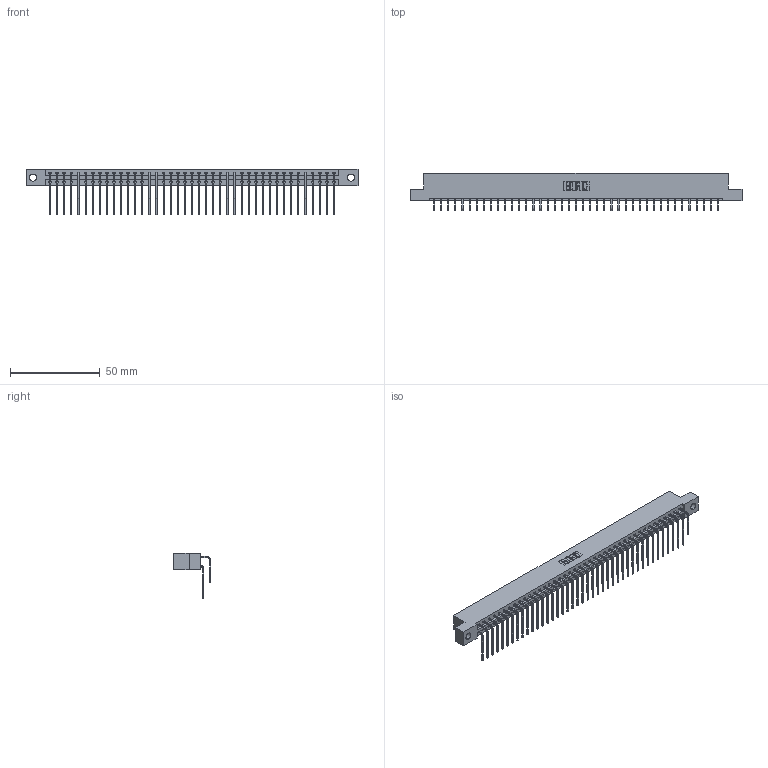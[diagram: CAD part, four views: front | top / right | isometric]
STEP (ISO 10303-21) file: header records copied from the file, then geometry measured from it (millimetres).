
FILE_DESCRIPTION (( 'STEP AP203' ), '1' );
FILE_NAME ('337-082-559-204.STEP', '2019-10-10T13:29:04', ( '' ), ( '' ), 'SwSTEP 2.0', 'SolidWorks 2016', '' );
FILE_SCHEMA (( 'CONFIG_CONTROL_DESIGN' ));
Length unit declared in the file: inch
Products named in the file (4): 337-082-559-204; 345-292-001_558 559 Tail - 1; 337 Part_Flush Mounting Lugs - 0.156 Dia-TH; 345-292-001_559 Tail - 2
Assembly tree (83 placements, depth 2):
  337-082-559-204
    337 Part_Flush Mounting Lugs - 0.156 Dia-TH
    345-292-001_558 559 Tail - 1  x41
    345-292-001_559 Tail - 2  x41
Bounding box: 185.47 x 20.9 x 25.53 mm (x, y, z)
Volume: 19918.2 mm3; surface area: 24680.5 mm2
Topology: 83 solids, 83 shells, 4706 faces, 14005 edges, 9226 vertices
Faces by surface type: plane 3350, cylinder 1356
Entity records: 33705 total; most frequent: CARTESIAN_POINT 5725, ORIENTED_EDGE 5610, DIRECTION 4853, EDGE_CURVE 2805, LINE 2637, VECTOR 2637, VERTEX_POINT 1866, AXIS2_PLACEMENT_3D 1108
